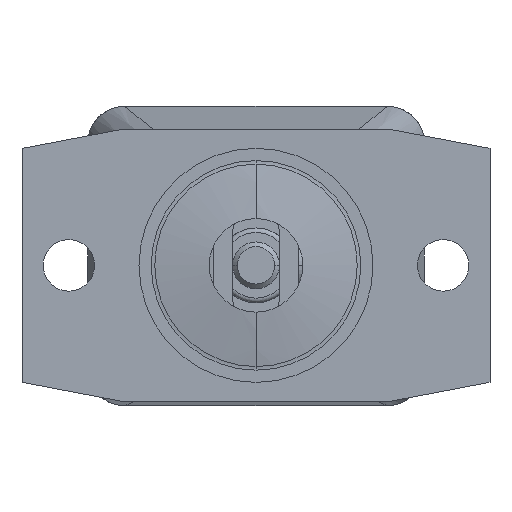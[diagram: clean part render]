
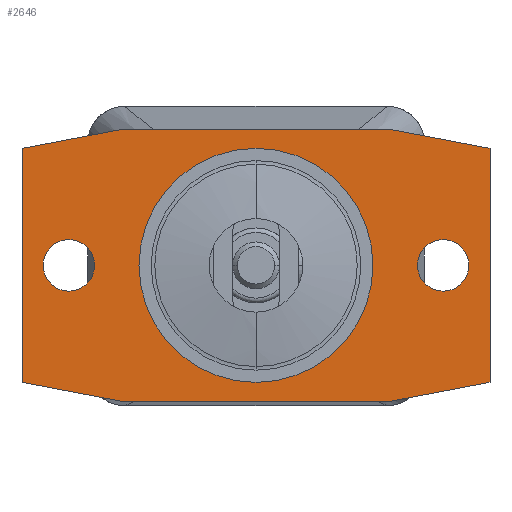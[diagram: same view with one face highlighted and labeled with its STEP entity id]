
A CAD part, front view. The second image highlights one B-rep face of the part: STEP entity #2646.
In plain terms, the highlighted planar face has unit normal (0, -1, 0).
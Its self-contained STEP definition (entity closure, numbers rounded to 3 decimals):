
#46=DIRECTION('',(-0.982,0.,0.187));
#47=VECTOR('',#46,10.689);
#48=CARTESIAN_POINT('',(-14.5,0.,-14.5));
#49=LINE('',#48,#47);
#54=DIRECTION('',(0.,0.,1.));
#55=VECTOR('',#54,25.);
#56=CARTESIAN_POINT('',(-25.,0.,-12.5));
#57=LINE('',#56,#55);
#61=DIRECTION('',(0.982,0.,0.187));
#62=VECTOR('',#61,10.689);
#63=CARTESIAN_POINT('',(-25.,0.,12.5));
#64=LINE('',#63,#62);
#68=DIRECTION('',(1.,0.,0.));
#69=VECTOR('',#68,29.);
#70=CARTESIAN_POINT('',(-14.5,0.,14.5));
#71=LINE('',#70,#69);
#75=DIRECTION('',(0.982,0.,-0.187));
#76=VECTOR('',#75,10.689);
#77=CARTESIAN_POINT('',(14.5,0.,14.5));
#78=LINE('',#77,#76);
#82=DIRECTION('',(0.,0.,-1.));
#83=VECTOR('',#82,25.);
#84=CARTESIAN_POINT('',(25.,0.,12.5));
#85=LINE('',#84,#83);
#89=DIRECTION('',(-0.982,0.,-0.187));
#90=VECTOR('',#89,10.689);
#91=CARTESIAN_POINT('',(25.,0.,-12.5));
#92=LINE('',#91,#90);
#96=DIRECTION('',(-1.,0.,0.));
#97=VECTOR('',#96,29.);
#98=CARTESIAN_POINT('',(14.5,0.,-14.5));
#99=LINE('',#98,#97);
#103=CARTESIAN_POINT('',(0.,0.,0.));
#104=DIRECTION('',(0.,-1.,0.));
#105=DIRECTION('',(-1.,0.,0.));
#106=AXIS2_PLACEMENT_3D('',#103,#104,#105);
#111=CARTESIAN_POINT('',(0.,0.,0.));
#112=DIRECTION('',(0.,-1.,0.));
#113=DIRECTION('',(1.,0.,0.));
#114=AXIS2_PLACEMENT_3D('',#111,#112,#113);
#119=CARTESIAN_POINT('',(-20.,0.,0.));
#120=DIRECTION('',(0.,-1.,0.));
#121=DIRECTION('',(1.,0.,0.));
#122=AXIS2_PLACEMENT_3D('',#119,#120,#121);
#127=CARTESIAN_POINT('',(-20.,0.,0.));
#128=DIRECTION('',(0.,-1.,0.));
#129=DIRECTION('',(-1.,0.,0.));
#130=AXIS2_PLACEMENT_3D('',#127,#128,#129);
#135=CARTESIAN_POINT('',(20.,0.,0.));
#136=DIRECTION('',(0.,-1.,0.));
#137=DIRECTION('',(1.,0.,0.));
#138=AXIS2_PLACEMENT_3D('',#135,#136,#137);
#143=CARTESIAN_POINT('',(20.,0.,0.));
#144=DIRECTION('',(0.,-1.,0.));
#145=DIRECTION('',(-1.,0.,0.));
#146=AXIS2_PLACEMENT_3D('',#143,#144,#145);
#2279=CARTESIAN_POINT('',(-14.5,0.,-14.5));
#2280=CARTESIAN_POINT('',(-25.,0.,-12.5));
#2281=VERTEX_POINT('',#2279);
#2282=VERTEX_POINT('',#2280);
#2283=CARTESIAN_POINT('',(-25.,0.,12.5));
#2284=VERTEX_POINT('',#2283);
#2285=CARTESIAN_POINT('',(-14.5,0.,14.5));
#2286=VERTEX_POINT('',#2285);
#2287=CARTESIAN_POINT('',(14.5,0.,14.5));
#2288=VERTEX_POINT('',#2287);
#2289=CARTESIAN_POINT('',(25.,0.,12.5));
#2290=VERTEX_POINT('',#2289);
#2291=CARTESIAN_POINT('',(25.,0.,-12.5));
#2292=VERTEX_POINT('',#2291);
#2293=CARTESIAN_POINT('',(14.5,0.,-14.5));
#2294=VERTEX_POINT('',#2293);
#2315=CARTESIAN_POINT('',(-12.5,0.,0.));
#2316=CARTESIAN_POINT('',(12.5,0.,0.));
#2317=VERTEX_POINT('',#2315);
#2318=VERTEX_POINT('',#2316);
#2327=CARTESIAN_POINT('',(-17.25,0.,0.));
#2328=CARTESIAN_POINT('',(-22.75,0.,0.));
#2329=VERTEX_POINT('',#2327);
#2330=VERTEX_POINT('',#2328);
#2331=CARTESIAN_POINT('',(22.75,0.,0.));
#2332=CARTESIAN_POINT('',(17.25,0.,0.));
#2333=VERTEX_POINT('',#2331);
#2334=VERTEX_POINT('',#2332);
#2605=CARTESIAN_POINT('',(0.,0.,0.));
#2606=DIRECTION('',(0.,1.,0.));
#2607=DIRECTION('',(1.,0.,0.));
#2608=AXIS2_PLACEMENT_3D('',#2605,#2606,#2607);
#2609=PLANE('',#2608);
#2611=ORIENTED_EDGE('',*,*,#2610,.T.);
#2613=ORIENTED_EDGE('',*,*,#2612,.T.);
#2615=ORIENTED_EDGE('',*,*,#2614,.T.);
#2617=ORIENTED_EDGE('',*,*,#2616,.T.);
#2619=ORIENTED_EDGE('',*,*,#2618,.T.);
#2621=ORIENTED_EDGE('',*,*,#2620,.T.);
#2623=ORIENTED_EDGE('',*,*,#2622,.T.);
#2625=ORIENTED_EDGE('',*,*,#2624,.T.);
#2626=EDGE_LOOP('',(#2611,#2613,#2615,#2617,#2619,#2621,#2623,#2625));
#2627=FACE_OUTER_BOUND('',#2626,.F.);
#2629=ORIENTED_EDGE('',*,*,#2628,.T.);
#2631=ORIENTED_EDGE('',*,*,#2630,.T.);
#2632=EDGE_LOOP('',(#2629,#2631));
#2633=FACE_BOUND('',#2632,.F.);
#2635=ORIENTED_EDGE('',*,*,#2634,.T.);
#2637=ORIENTED_EDGE('',*,*,#2636,.T.);
#2638=EDGE_LOOP('',(#2635,#2637));
#2639=FACE_BOUND('',#2638,.F.);
#2641=ORIENTED_EDGE('',*,*,#2640,.T.);
#2643=ORIENTED_EDGE('',*,*,#2642,.T.);
#2644=EDGE_LOOP('',(#2641,#2643));
#2645=FACE_BOUND('',#2644,.F.);
#2646=ADVANCED_FACE('',(#2627,#2633,#2639,#2645),#2609,.F.);
#107=CIRCLE('',#106,12.5);
#115=CIRCLE('',#114,12.5);
#123=CIRCLE('',#122,2.75);
#131=CIRCLE('',#130,2.75);
#139=CIRCLE('',#138,2.75);
#147=CIRCLE('',#146,2.75);
#2610=EDGE_CURVE('',#2281,#2282,#49,.T.);
#2612=EDGE_CURVE('',#2282,#2284,#57,.T.);
#2614=EDGE_CURVE('',#2284,#2286,#64,.T.);
#2616=EDGE_CURVE('',#2286,#2288,#71,.T.);
#2618=EDGE_CURVE('',#2288,#2290,#78,.T.);
#2620=EDGE_CURVE('',#2290,#2292,#85,.T.);
#2622=EDGE_CURVE('',#2292,#2294,#92,.T.);
#2624=EDGE_CURVE('',#2294,#2281,#99,.T.);
#2628=EDGE_CURVE('',#2317,#2318,#107,.T.);
#2630=EDGE_CURVE('',#2318,#2317,#115,.T.);
#2634=EDGE_CURVE('',#2329,#2330,#123,.T.);
#2636=EDGE_CURVE('',#2330,#2329,#131,.T.);
#2640=EDGE_CURVE('',#2333,#2334,#139,.T.);
#2642=EDGE_CURVE('',#2334,#2333,#147,.T.);
